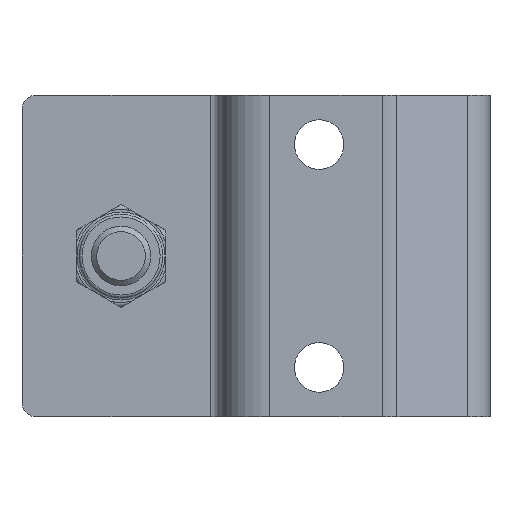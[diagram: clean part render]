
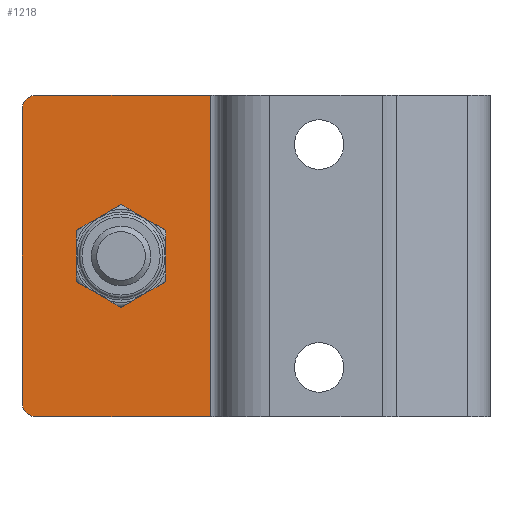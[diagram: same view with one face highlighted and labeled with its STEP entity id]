
A CAD part, left-side view. The second image highlights one B-rep face of the part: STEP entity #1218.
In plain terms, the highlighted planar face has unit normal (-1, 0, 0).
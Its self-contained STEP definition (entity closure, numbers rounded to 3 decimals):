
#96=FACE_BOUND('',#214,.T.);
#108=PLANE('',#1363);
#142=FACE_OUTER_BOUND('',#213,.T.);
#213=EDGE_LOOP('',(#839,#840,#841,#842,#843,#844));
#214=EDGE_LOOP('',(#845));
#295=LINE('',#1883,#379);
#298=LINE('',#1889,#382);
#299=LINE('',#1891,#383);
#300=LINE('',#1893,#384);
#379=VECTOR('',#1514,10.);
#382=VECTOR('',#1519,10.);
#383=VECTOR('',#1520,10.);
#384=VECTOR('',#1521,10.);
#461=CIRCLE('',#1360,3.);
#463=CIRCLE('',#1364,3.);
#464=CIRCLE('',#1365,6.25);
#525=VERTEX_POINT('',#1873);
#526=VERTEX_POINT('',#1874);
#529=VERTEX_POINT('',#1882);
#531=VERTEX_POINT('',#1888);
#532=VERTEX_POINT('',#1890);
#533=VERTEX_POINT('',#1892);
#534=VERTEX_POINT('',#1895);
#647=EDGE_CURVE('',#525,#526,#461,.T.);
#651=EDGE_CURVE('',#526,#529,#295,.T.);
#654=EDGE_CURVE('',#525,#531,#298,.T.);
#655=EDGE_CURVE('',#531,#532,#299,.T.);
#656=EDGE_CURVE('',#532,#533,#300,.T.);
#657=EDGE_CURVE('',#529,#533,#463,.T.);
#658=EDGE_CURVE('',#534,#534,#464,.T.);
#839=ORIENTED_EDGE('',*,*,#647,.F.);
#840=ORIENTED_EDGE('',*,*,#654,.T.);
#841=ORIENTED_EDGE('',*,*,#655,.T.);
#842=ORIENTED_EDGE('',*,*,#656,.T.);
#843=ORIENTED_EDGE('',*,*,#657,.F.);
#844=ORIENTED_EDGE('',*,*,#651,.F.);
#845=ORIENTED_EDGE('',*,*,#658,.T.);
#1218=ADVANCED_FACE('',(#142,#96),#108,.T.);
#1360=AXIS2_PLACEMENT_3D('',#1875,#1506,#1507);
#1363=AXIS2_PLACEMENT_3D('',#1887,#1517,#1518);
#1364=AXIS2_PLACEMENT_3D('',#1894,#1522,#1523);
#1365=AXIS2_PLACEMENT_3D('',#1896,#1524,#1525);
#1506=DIRECTION('center_axis',(1.,0.,0.));
#1507=DIRECTION('ref_axis',(0.,0.707,-0.707));
#1514=DIRECTION('',(0.,0.,1.));
#1517=DIRECTION('center_axis',(-1.,0.,0.));
#1518=DIRECTION('ref_axis',(0.,0.,1.));
#1519=DIRECTION('',(0.,-1.,0.));
#1520=DIRECTION('',(0.,0.,1.));
#1521=DIRECTION('',(0.,1.,0.));
#1522=DIRECTION('center_axis',(1.,0.,0.));
#1523=DIRECTION('ref_axis',(0.,0.707,0.707));
#1524=DIRECTION('center_axis',(1.,0.,0.));
#1525=DIRECTION('ref_axis',(0.,0.,1.));
#1873=CARTESIAN_POINT('',(0.5,91.5,-32.5));
#1874=CARTESIAN_POINT('',(0.5,94.5,-29.5));
#1875=CARTESIAN_POINT('Origin',(0.5,91.5,-29.5));
#1882=CARTESIAN_POINT('',(0.5,94.5,29.5));
#1883=CARTESIAN_POINT('',(0.5,94.5,0.));
#1887=CARTESIAN_POINT('Origin',(0.5,56.5,0.));
#1888=CARTESIAN_POINT('',(0.5,56.5,-32.5));
#1889=CARTESIAN_POINT('',(0.5,94.5,-32.5));
#1890=CARTESIAN_POINT('',(0.5,56.5,32.5));
#1891=CARTESIAN_POINT('',(0.5,56.5,0.));
#1892=CARTESIAN_POINT('',(0.5,91.5,32.5));
#1893=CARTESIAN_POINT('',(0.5,94.5,32.5));
#1894=CARTESIAN_POINT('Origin',(0.5,91.5,29.5));
#1895=CARTESIAN_POINT('',(0.5,74.5,-6.25));
#1896=CARTESIAN_POINT('Origin',(0.5,74.5,0.));
